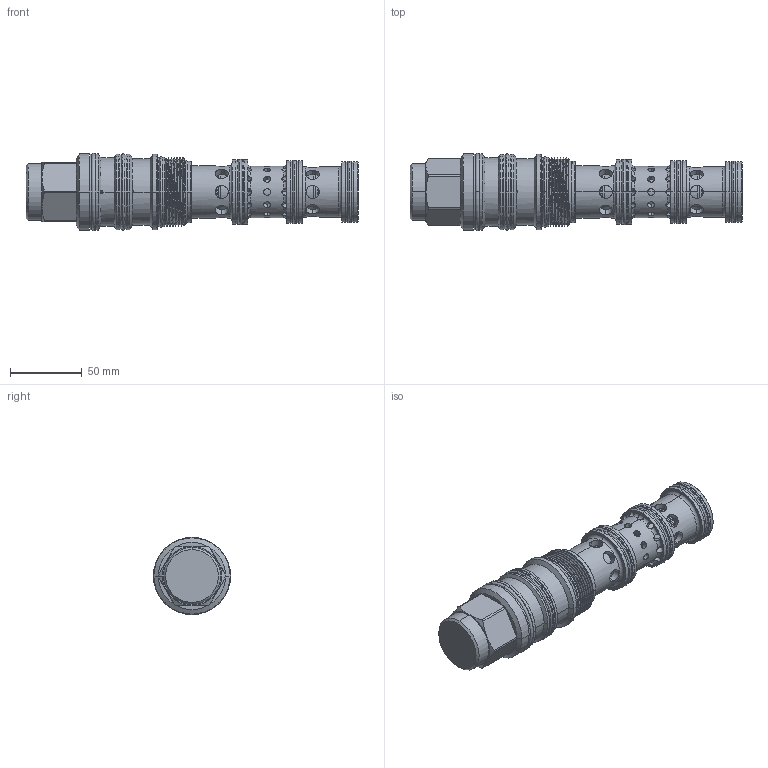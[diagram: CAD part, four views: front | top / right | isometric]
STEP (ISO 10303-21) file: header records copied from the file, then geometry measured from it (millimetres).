
FILE_DESCRIPTION (( 'STEP AP203' ), '1' );
FILE_NAME ('DC64A6E23N.STEP', '2022-06-17T05:03:19', ( '' ), ( '' ), 'SwSTEP 2.0', 'SolidWorks 2018', '' );
FILE_SCHEMA (( 'CONFIG_CONTROL_DESIGN' ));
Length unit declared in the file: millimetre
Products named in the file (1): DC64A6E23N
Bounding box: 231.42 x 53.84 x 53.84 mm (x, y, z)
Volume: 308009.8 mm3; surface area: 66255.7 mm2
Topology: 8 solids, 8 shells, 587 faces, 1573 edges, 959 vertices
Faces by surface type: cylinder 403, plane 75, torus 63, cone 43, bspline 3
Entity records: 27834 total; most frequent: CARTESIAN_POINT 13805, ORIENTED_EDGE 3142, DIRECTION 2710, EDGE_CURVE 1571, AXIS2_PLACEMENT_3D 1182, VERTEX_POINT 959, EDGE_LOOP 680, CIRCLE 597
